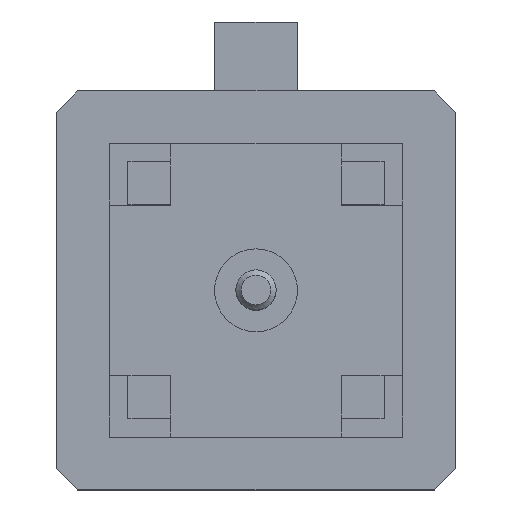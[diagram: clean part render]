
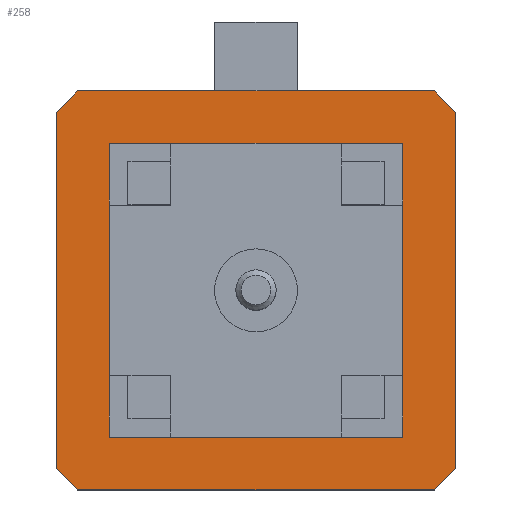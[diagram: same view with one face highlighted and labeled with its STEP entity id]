
A CAD part, top view. The second image highlights one B-rep face of the part: STEP entity #258.
In plain terms, the highlighted planar face has unit normal (0, 0, 1).
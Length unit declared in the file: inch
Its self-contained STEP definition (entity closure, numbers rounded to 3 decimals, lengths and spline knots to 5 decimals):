
#4 = LINE ( 'NONE', #1957, #2208 ) ;
#63 = VECTOR ( 'NONE', #1506, 39.37008 ) ;
#81 = ORIENTED_EDGE ( 'NONE', *, *, #1536, .T. ) ;
#96 = DIRECTION ( 'NONE',  ( 0., 1., 0. ) ) ;
#127 = CARTESIAN_POINT ( 'NONE',  ( 0., 0., 0. ) ) ;
#187 = VECTOR ( 'NONE', #2055, 39.37008 ) ;
#229 = VECTOR ( 'NONE', #2229, 39.37008 ) ;
#258 = ADVANCED_FACE ( 'NONE', ( #1938, #2282 ), #917, .F. ) ;
#283 = ORIENTED_EDGE ( 'NONE', *, *, #641, .F. ) ;
#294 = ORIENTED_EDGE ( 'NONE', *, *, #1812, .T. ) ;
#334 = VERTEX_POINT ( 'NONE', #1301 ) ;
#370 = CARTESIAN_POINT ( 'NONE',  ( -0.18701, -0.18701, 0. ) ) ;
#374 = ORIENTED_EDGE ( 'NONE', *, *, #1047, .F. ) ;
#425 = LINE ( 'NONE', #1612, #2251 ) ;
#447 = VECTOR ( 'NONE', #1164, 39.37008 ) ;
#466 = CARTESIAN_POINT ( 'NONE',  ( -0.16701, -0.18701, 0. ) ) ;
#482 = LINE ( 'NONE', #1266, #567 ) ;
#491 = CARTESIAN_POINT ( 'NONE',  ( 0.1378, 0.1378, 0. ) ) ;
#500 = VERTEX_POINT ( 'NONE', #1419 ) ;
#511 = CARTESIAN_POINT ( 'NONE',  ( -0.1378, -0.1378, 0. ) ) ;
#516 = DIRECTION ( 'NONE',  ( 0., 0., -1. ) ) ;
#532 = LINE ( 'NONE', #2113, #63 ) ;
#543 = LINE ( 'NONE', #2258, #1969 ) ;
#567 = VECTOR ( 'NONE', #2058, 39.37008 ) ;
#614 = EDGE_CURVE ( 'NONE', #1420, #1138, #1845, .T. ) ;
#641 = EDGE_CURVE ( 'NONE', #334, #1833, #1259, .T. ) ;
#663 = VERTEX_POINT ( 'NONE', #491 ) ;
#684 = LINE ( 'NONE', #1683, #855 ) ;
#855 = VECTOR ( 'NONE', #1474, 39.37008 ) ;
#917 = PLANE ( 'NONE',  #2204 ) ;
#932 = CARTESIAN_POINT ( 'NONE',  ( -0.18701, 0.16701, 0. ) ) ;
#968 = VECTOR ( 'NONE', #2472, 39.37008 ) ;
#983 = ORIENTED_EDGE ( 'NONE', *, *, #1044, .F. ) ;
#989 = EDGE_CURVE ( 'NONE', #663, #1159, #532, .T. ) ;
#1044 = EDGE_CURVE ( 'NONE', #1833, #663, #543, .T. ) ;
#1047 = EDGE_CURVE ( 'NONE', #1159, #334, #684, .T. ) ;
#1066 = ORIENTED_EDGE ( 'NONE', *, *, #1364, .T. ) ;
#1081 = EDGE_LOOP ( 'NONE', ( #283, #374, #2431, #983 ) ) ;
#1084 = CARTESIAN_POINT ( 'NONE',  ( 0.18701, 0.16701, 0. ) ) ;
#1138 = VERTEX_POINT ( 'NONE', #1584 ) ;
#1141 = EDGE_CURVE ( 'NONE', #2230, #1498, #2316, .T. ) ;
#1159 = VERTEX_POINT ( 'NONE', #2512 ) ;
#1164 = DIRECTION ( 'NONE',  ( -0.707, -0.707, 0. ) ) ;
#1192 = ORIENTED_EDGE ( 'NONE', *, *, #1864, .T. ) ;
#1203 = ORIENTED_EDGE ( 'NONE', *, *, #2034, .T. ) ;
#1259 = LINE ( 'NONE', #511, #187 ) ;
#1266 = CARTESIAN_POINT ( 'NONE',  ( -0.18701, -0.18701, 0. ) ) ;
#1301 = CARTESIAN_POINT ( 'NONE',  ( -0.1378, -0.1378, 0. ) ) ;
#1364 = EDGE_CURVE ( 'NONE', #500, #2230, #425, .T. ) ;
#1388 = EDGE_LOOP ( 'NONE', ( #294, #1066, #1698, #1203, #81, #2482, #2362, #1192 ) ) ;
#1391 = DIRECTION ( 'NONE',  ( 0.707, 0.707, 0. ) ) ;
#1416 = CARTESIAN_POINT ( 'NONE',  ( 0.16701, -0.18701, 0. ) ) ;
#1419 = CARTESIAN_POINT ( 'NONE',  ( -0.18701, -0.16701, 0. ) ) ;
#1420 = VERTEX_POINT ( 'NONE', #2484 ) ;
#1455 = DIRECTION ( 'NONE',  ( 0.707, -0.707, 0. ) ) ;
#1474 = DIRECTION ( 'NONE',  ( 0., -1., 0. ) ) ;
#1479 = VERTEX_POINT ( 'NONE', #932 ) ;
#1498 = VERTEX_POINT ( 'NONE', #1416 ) ;
#1506 = DIRECTION ( 'NONE',  ( -1., 0., 0. ) ) ;
#1533 = LINE ( 'NONE', #2125, #447 ) ;
#1536 = EDGE_CURVE ( 'NONE', #2455, #1420, #2424, .T. ) ;
#1584 = CARTESIAN_POINT ( 'NONE',  ( 0.16701, 0.18701, 0. ) ) ;
#1612 = CARTESIAN_POINT ( 'NONE',  ( -0.18701, -0.16701, 0. ) ) ;
#1683 = CARTESIAN_POINT ( 'NONE',  ( -0.1378, -0.1378, 0. ) ) ;
#1698 = ORIENTED_EDGE ( 'NONE', *, *, #1141, .T. ) ;
#1742 = CARTESIAN_POINT ( 'NONE',  ( 0.1378, -0.1378, 0. ) ) ;
#1753 = DIRECTION ( 'NONE',  ( 1., 0., 0. ) ) ;
#1755 = VECTOR ( 'NONE', #1391, 39.37008 ) ;
#1772 = LINE ( 'NONE', #2384, #1755 ) ;
#1812 = EDGE_CURVE ( 'NONE', #1479, #500, #482, .T. ) ;
#1833 = VERTEX_POINT ( 'NONE', #1742 ) ;
#1845 = LINE ( 'NONE', #1084, #968 ) ;
#1850 = CARTESIAN_POINT ( 'NONE',  ( 0.18701, -0.18701, 0. ) ) ;
#1864 = EDGE_CURVE ( 'NONE', #1895, #1479, #1533, .T. ) ;
#1891 = VECTOR ( 'NONE', #1753, 39.37008 ) ;
#1895 = VERTEX_POINT ( 'NONE', #2138 ) ;
#1938 = FACE_OUTER_BOUND ( 'NONE', #1388, .T. ) ;
#1957 = CARTESIAN_POINT ( 'NONE',  ( -0.18701, 0.18701, 0. ) ) ;
#1969 = VECTOR ( 'NONE', #96, 39.37008 ) ;
#1985 = CARTESIAN_POINT ( 'NONE',  ( 0.18701, -0.16701, 0. ) ) ;
#2034 = EDGE_CURVE ( 'NONE', #1498, #2455, #1772, .T. ) ;
#2055 = DIRECTION ( 'NONE',  ( 1., 0., 0. ) ) ;
#2058 = DIRECTION ( 'NONE',  ( 0., -1., 0. ) ) ;
#2113 = CARTESIAN_POINT ( 'NONE',  ( -0.1378, 0.1378, 0. ) ) ;
#2125 = CARTESIAN_POINT ( 'NONE',  ( -0.16701, 0.18701, 0. ) ) ;
#2128 = DIRECTION ( 'NONE',  ( 0., -1., 0. ) ) ;
#2138 = CARTESIAN_POINT ( 'NONE',  ( -0.16701, 0.18701, 0. ) ) ;
#2204 = AXIS2_PLACEMENT_3D ( 'NONE', #127, #516, #2128 ) ;
#2208 = VECTOR ( 'NONE', #2389, 39.37008 ) ;
#2229 = DIRECTION ( 'NONE',  ( 0., 1., 0. ) ) ;
#2230 = VERTEX_POINT ( 'NONE', #466 ) ;
#2251 = VECTOR ( 'NONE', #1455, 39.37008 ) ;
#2258 = CARTESIAN_POINT ( 'NONE',  ( 0.1378, -0.1378, 0. ) ) ;
#2282 = FACE_BOUND ( 'NONE', #1081, .T. ) ;
#2316 = LINE ( 'NONE', #370, #1891 ) ;
#2362 = ORIENTED_EDGE ( 'NONE', *, *, #2454, .T. ) ;
#2384 = CARTESIAN_POINT ( 'NONE',  ( 0.16701, -0.18701, 0. ) ) ;
#2389 = DIRECTION ( 'NONE',  ( -1., 0., 0. ) ) ;
#2424 = LINE ( 'NONE', #1850, #229 ) ;
#2431 = ORIENTED_EDGE ( 'NONE', *, *, #989, .F. ) ;
#2454 = EDGE_CURVE ( 'NONE', #1138, #1895, #4, .T. ) ;
#2455 = VERTEX_POINT ( 'NONE', #1985 ) ;
#2472 = DIRECTION ( 'NONE',  ( -0.707, 0.707, 0. ) ) ;
#2482 = ORIENTED_EDGE ( 'NONE', *, *, #614, .T. ) ;
#2484 = CARTESIAN_POINT ( 'NONE',  ( 0.18701, 0.16701, 0. ) ) ;
#2512 = CARTESIAN_POINT ( 'NONE',  ( -0.1378, 0.1378, 0. ) ) ;
